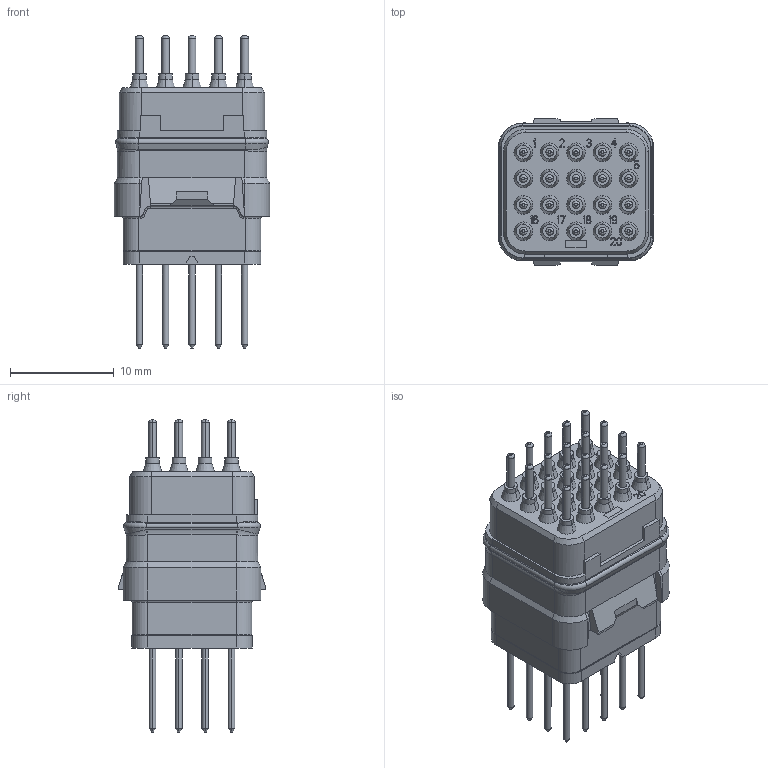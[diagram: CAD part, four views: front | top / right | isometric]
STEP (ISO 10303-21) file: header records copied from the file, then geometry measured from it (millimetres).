
FILE_DESCRIPTION((''),'2;1');
FILE_NAME('SIME2022PAP','2020-03-04T',('presta_be4'),(''),'CREO PARAMETRIC BY PTC INC, 2018360','CREO PARAMETRIC BY PTC INC, 2018360','');
FILE_SCHEMA(('CONFIG_CONTROL_DESIGN'));
Products named in the file (1): SIME2022PAP
Bounding box: 15 x 14.2 x 30.1 mm (x, y, z)
Volume: 2546.1 mm3; surface area: 4512.2 mm2
Topology: 1 solids, 1 shells, 1816 faces, 4305 edges, 2710 vertices
Faces by surface type: plane 860, cylinder 564, cone 216, bspline 156, torus 20
Entity records: 58529 total; most frequent: CARTESIAN_POINT 15951, DIRECTION 9069, ORIENTED_EDGE 8610, EDGE_CURVE 4305, AXIS2_PLACEMENT_3D 3226, VERTEX_POINT 2710, VECTOR 2617, LINE 2617
